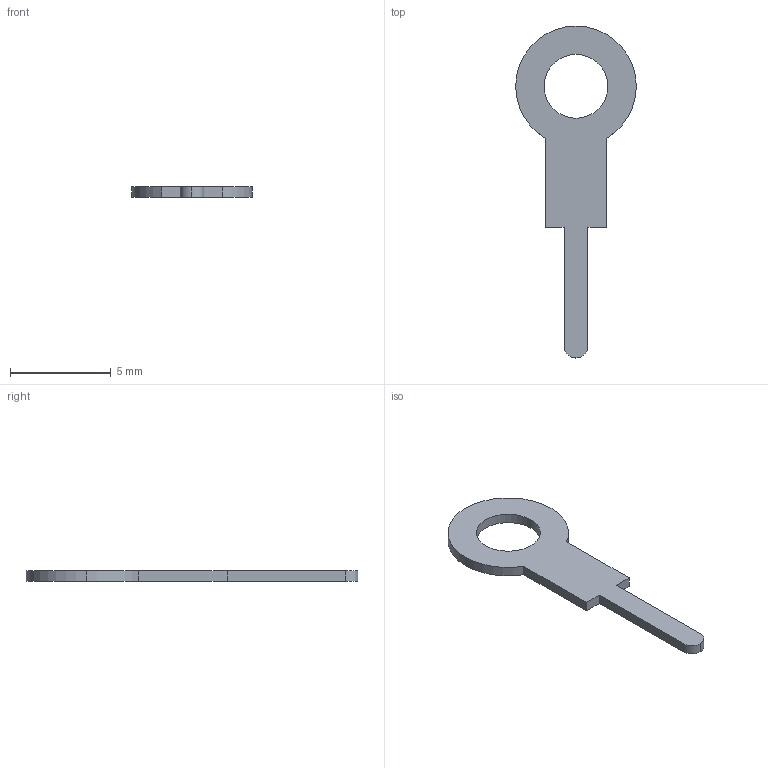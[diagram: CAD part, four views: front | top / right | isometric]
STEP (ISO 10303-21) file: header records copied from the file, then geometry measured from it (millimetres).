
FILE_DESCRIPTION (( 'STEP AP214' ), '1' );
FILE_NAME ('User Library-Keystone 4954.STEP', '2018-03-09T15:40:35', ( '' ), ( '' ), 'SwSTEP 2.0', 'SolidWorks 2018', '' );
FILE_SCHEMA (( 'AUTOMOTIVE_DESIGN' ));
Length unit declared in the file: millimetre
Products named in the file (1): User Library-Keystone 4954
Bounding box: 5.99 x 16.48 x 0.51 mm (x, y, z)
Volume: 20.4 mm3; surface area: 105.8 mm2
Topology: 1 solids, 1 shells, 15 faces, 39 edges, 26 vertices
Faces by surface type: plane 8, cylinder 7
Entity records: 505 total; most frequent: DIRECTION 85, CARTESIAN_POINT 81, ORIENTED_EDGE 78, EDGE_CURVE 39, AXIS2_PLACEMENT_3D 30, VERTEX_POINT 26, VECTOR 25, LINE 25
